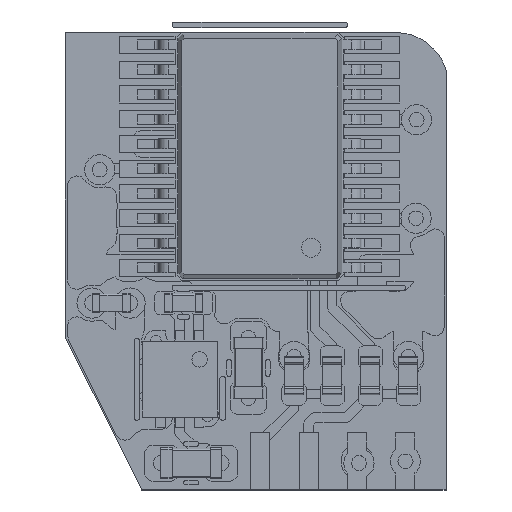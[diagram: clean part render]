
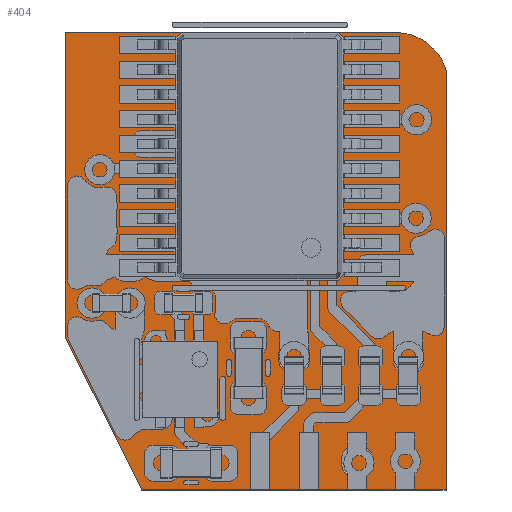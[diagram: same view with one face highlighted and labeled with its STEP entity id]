
A CAD part, top view. The second image highlights one B-rep face of the part: STEP entity #404.
In plain terms, the highlighted planar face has unit normal (0, 0, 1).
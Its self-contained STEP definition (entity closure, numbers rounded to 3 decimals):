
#97 = VERTEX_POINT('',#98);
#98 = CARTESIAN_POINT('',(14.,4.5,0.));
#115 = VERTEX_POINT('',#116);
#116 = CARTESIAN_POINT('',(14.,-5.5,0.));
#122 = EDGE_CURVE('',#97,#115,#123,.T.);
#123 = LINE('',#124,#125);
#124 = CARTESIAN_POINT('',(14.,4.5,0.));
#125 = VECTOR('',#126,1.);
#126 = DIRECTION('',(0.,-1.,0.));
#146 = VERTEX_POINT('',#147);
#147 = CARTESIAN_POINT('',(14.,-6.5,0.));
#153 = EDGE_CURVE('',#115,#146,#154,.T.);
#154 = LINE('',#155,#156);
#155 = CARTESIAN_POINT('',(14.,-5.5,0.));
#156 = VECTOR('',#157,1.);
#157 = DIRECTION('',(0.,-1.,0.));
#177 = VERTEX_POINT('',#178);
#178 = CARTESIAN_POINT('',(13.9,-6.5,0.));
#184 = EDGE_CURVE('',#146,#177,#185,.T.);
#185 = LINE('',#186,#187);
#186 = CARTESIAN_POINT('',(14.,-6.5,0.));
#187 = VECTOR('',#188,1.);
#188 = DIRECTION('',(-1.,0.,0.));
#208 = VERTEX_POINT('',#209);
#209 = CARTESIAN_POINT('',(6.,-6.5,0.));
#215 = EDGE_CURVE('',#177,#208,#216,.T.);
#216 = LINE('',#217,#218);
#217 = CARTESIAN_POINT('',(13.9,-6.5,0.));
#218 = VECTOR('',#219,1.);
#219 = DIRECTION('',(-1.,0.,0.));
#239 = VERTEX_POINT('',#240);
#240 = CARTESIAN_POINT('',(4.,-2.5,0.));
#246 = EDGE_CURVE('',#208,#239,#247,.T.);
#247 = LINE('',#248,#249);
#248 = CARTESIAN_POINT('',(6.,-6.5,0.));
#249 = VECTOR('',#250,1.);
#250 = DIRECTION('',(-0.447,0.894,0.));
#270 = VERTEX_POINT('',#271);
#271 = CARTESIAN_POINT('',(4.,5.5,0.));
#277 = EDGE_CURVE('',#239,#270,#278,.T.);
#278 = LINE('',#279,#280);
#279 = CARTESIAN_POINT('',(4.,-2.5,0.));
#280 = VECTOR('',#281,1.);
#281 = DIRECTION('',(0.,1.,0.));
#292 = VERTEX_POINT('',#293);
#293 = CARTESIAN_POINT('',(10.5,5.5,0.));
#308 = EDGE_CURVE('',#292,#270,#309,.T.);
#309 = LINE('',#310,#311);
#310 = CARTESIAN_POINT('',(10.5,5.5,0.));
#311 = VECTOR('',#312,1.);
#312 = DIRECTION('',(-1.,0.,0.));
#332 = VERTEX_POINT('',#333);
#333 = CARTESIAN_POINT('',(12.654,5.5,0.));
#339 = EDGE_CURVE('',#292,#332,#340,.T.);
#340 = LINE('',#341,#342);
#341 = CARTESIAN_POINT('',(10.5,5.5,0.));
#342 = VECTOR('',#343,1.);
#343 = DIRECTION('',(1.,0.,0.));
#354 = VERTEX_POINT('',#355);
#355 = CARTESIAN_POINT('',(14.,4.485,0.));
#371 = EDGE_CURVE('',#354,#332,#372,.T.);
#372 = CIRCLE('',#373,1.4);
#373 = AXIS2_PLACEMENT_3D('',#374,#375,#376);
#374 = CARTESIAN_POINT('',(12.654,4.1,0.));
#375 = DIRECTION('',(0.,0.,1.));
#376 = DIRECTION('',(1.,0.,0.));
#394 = EDGE_CURVE('',#354,#97,#395,.T.);
#395 = LINE('',#396,#397);
#396 = CARTESIAN_POINT('',(14.,4.485,0.));
#397 = VECTOR('',#398,1.);
#398 = DIRECTION('',(0.,1.,0.));
#404 = ADVANCED_FACE('',(#405),#417,.F.);
#405 = FACE_BOUND('',#406,.F.);
#406 = EDGE_LOOP('',(#407,#408,#409,#410,#411,#412,#413,#414,#415,#416)
  );
#407 = ORIENTED_EDGE('',*,*,#122,.T.);
#408 = ORIENTED_EDGE('',*,*,#153,.T.);
#409 = ORIENTED_EDGE('',*,*,#184,.T.);
#410 = ORIENTED_EDGE('',*,*,#215,.T.);
#411 = ORIENTED_EDGE('',*,*,#246,.T.);
#412 = ORIENTED_EDGE('',*,*,#277,.T.);
#413 = ORIENTED_EDGE('',*,*,#308,.F.);
#414 = ORIENTED_EDGE('',*,*,#339,.T.);
#415 = ORIENTED_EDGE('',*,*,#371,.F.);
#416 = ORIENTED_EDGE('',*,*,#394,.T.);
#417 = PLANE('',#418);
#418 = AXIS2_PLACEMENT_3D('',#419,#420,#421);
#419 = CARTESIAN_POINT('',(9.174,-0.34,0.));
#420 = DIRECTION('',(-0.,-0.,-1.));
#421 = DIRECTION('',(-1.,0.,0.));
